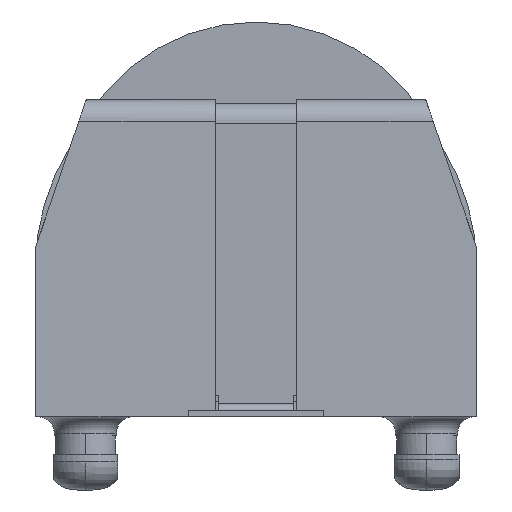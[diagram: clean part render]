
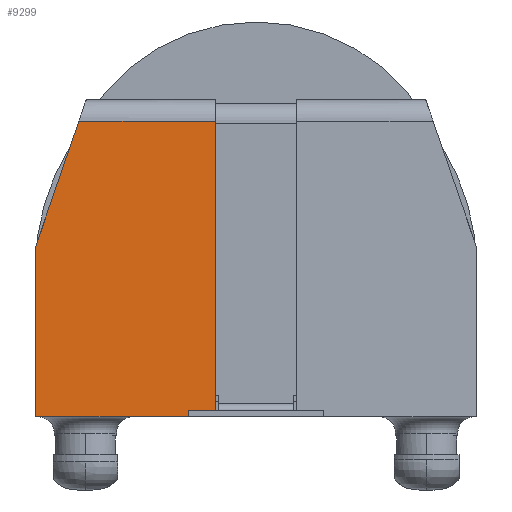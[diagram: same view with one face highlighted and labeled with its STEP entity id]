
A CAD part, left-side view. The second image highlights one B-rep face of the part: STEP entity #9299.
In plain terms, the highlighted planar face has unit normal (-1, 0, 0.018).
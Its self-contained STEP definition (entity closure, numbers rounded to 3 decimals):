
#5510 = VERTEX_POINT('',#5511);
#5511 = CARTESIAN_POINT('',(-38.527,1.92,0.285));
#5517 = EDGE_CURVE('',#5510,#5518,#5520,.T.);
#5518 = VERTEX_POINT('',#5519);
#5519 = CARTESIAN_POINT('',(-38.527,10.34,0.285));
#5520 = LINE('',#5521,#5522);
#5521 = CARTESIAN_POINT('',(-38.527,7.979,0.285));
#5522 = VECTOR('',#5523,1.);
#5523 = DIRECTION('',(0.,1.,0.));
#6056 = VERTEX_POINT('',#6057);
#6057 = CARTESIAN_POINT('',(-38.285,1.92,14.146));
#6064 = EDGE_CURVE('',#6056,#5510,#6065,.T.);
#6065 = LINE('',#6066,#6067);
#6066 = CARTESIAN_POINT('',(-38.268,1.92,15.144));
#6067 = VECTOR('',#6068,1.);
#6068 = DIRECTION('',(-0.017,0.,
    -1.));
#7630 = EDGE_CURVE('',#5518,#7631,#7633,.T.);
#7631 = VERTEX_POINT('',#7632);
#7632 = CARTESIAN_POINT('',(-38.387,10.34,8.286));
#7633 = LINE('',#7634,#7635);
#7634 = CARTESIAN_POINT('',(-38.268,10.34,15.144));
#7635 = VECTOR('',#7636,1.);
#7636 = DIRECTION('',(0.017,0.,
    1.));
#8220 = EDGE_CURVE('',#7631,#8221,#8223,.T.);
#8221 = VERTEX_POINT('',#8222);
#8222 = CARTESIAN_POINT('',(-38.285,8.322,14.146
    ));
#8223 = LINE('',#8224,#8225);
#8224 = CARTESIAN_POINT('',(-38.387,10.341,
    8.283));
#8225 = VECTOR('',#8226,1.);
#8226 = DIRECTION('',(0.017,-0.326,0.945)
  );
#9299 = ADVANCED_FACE('',(#9300),#9312,.F.);
#9300 = FACE_BOUND('',#9301,.T.);
#9301 = EDGE_LOOP('',(#9302,#9303,#9309,#9310,#9311));
#9302 = ORIENTED_EDGE('',*,*,#6064,.F.);
#9303 = ORIENTED_EDGE('',*,*,#9304,.T.);
#9304 = EDGE_CURVE('',#6056,#8221,#9305,.T.);
#9305 = LINE('',#9306,#9307);
#9306 = CARTESIAN_POINT('',(-38.285,7.979,
    14.146));
#9307 = VECTOR('',#9308,1.);
#9308 = DIRECTION('',(0.,1.,0.));
#9309 = ORIENTED_EDGE('',*,*,#8220,.F.);
#9310 = ORIENTED_EDGE('',*,*,#7630,.F.);
#9311 = ORIENTED_EDGE('',*,*,#5517,.F.);
#9312 = PLANE('',#9313);
#9313 = AXIS2_PLACEMENT_3D('',#9314,#9315,#9316);
#9314 = CARTESIAN_POINT('',(-38.268,7.979,15.144));
#9315 = DIRECTION('',(1.,0.,
    -0.017));
#9316 = DIRECTION('',(-0.017,0.,
    -1.));
